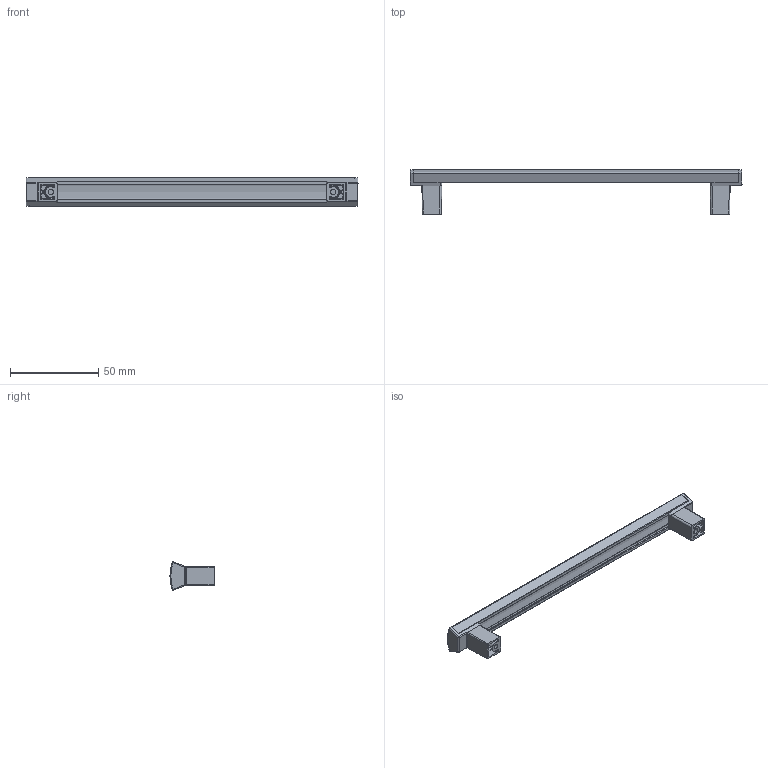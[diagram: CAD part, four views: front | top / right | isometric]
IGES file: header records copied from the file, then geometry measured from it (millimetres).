
Start section: SolidWorks IGES file using analytic representation for surfaces
Global section: file name: Athos Haut.IGS; native system: SolidWorks 2018; preprocessor: SolidWorks 2018; author: ebischoff; date: 181025.111733; units: millimetre
Bounding box: 188 x 25 x 16 mm (x, y, z)
Surface area: 16229.2 mm2 (no closed solid volume)
Topology: 0 solids, 0 shells, 300 faces, 2240 edges, 2196 vertices
Faces by surface type: revolution 176, bspline 124
